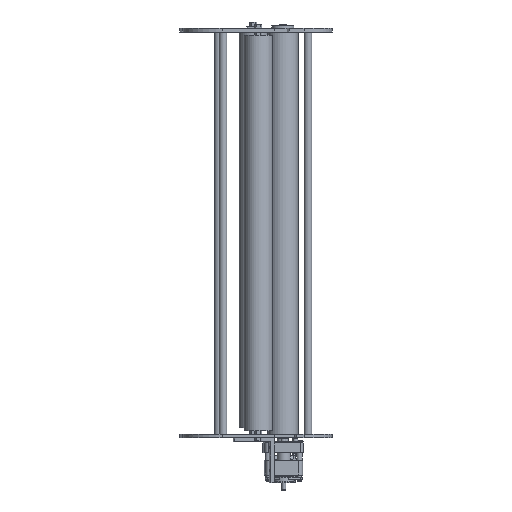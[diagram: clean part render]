
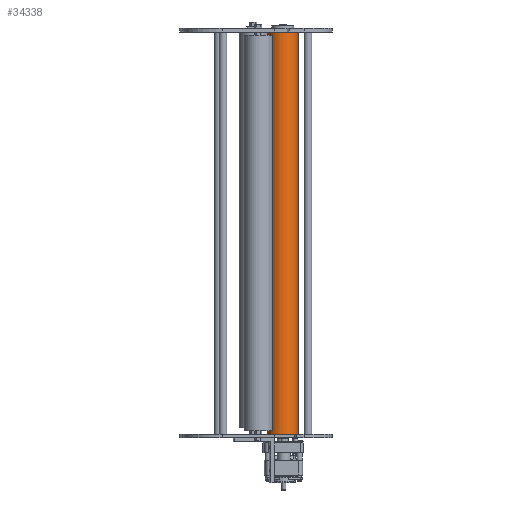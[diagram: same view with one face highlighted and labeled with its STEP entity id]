
A CAD part, left-side view. The second image highlights one B-rep face of the part: STEP entity #34338.
In plain terms, the highlighted cylindrical face has radius 26.099 mm (diameter 52.197 mm), a full revolution.
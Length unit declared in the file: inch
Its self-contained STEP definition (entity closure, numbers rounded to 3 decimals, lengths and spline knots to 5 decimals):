
#34164=CARTESIAN_POINT('',(1.0275,0.,27.));
#34165=VERTEX_POINT('',#34164);
#34166=CARTESIAN_POINT('',(0.0,0.0,27.));
#34167=DIRECTION('',(0.0,0.0,-1.0));
#34168=DIRECTION('',(-1.0,0.0,0.0));
#34169=AXIS2_PLACEMENT_3D('',#34166,#34167,#34168);
#34170=CIRCLE('',#34169,1.0275);
#34171=EDGE_CURVE('',#34165,#34165,#34170,.T.);
#34274=CARTESIAN_POINT('',(-0.065,1.02544,0.5));
#34275=VERTEX_POINT('',#34274);
#34276=CARTESIAN_POINT('',(-0.065,1.02544,0.5));
#34277=CARTESIAN_POINT('',(-0.065,1.02544,0.49184));
#34278=CARTESIAN_POINT('',(-0.06337,1.02555,0.48313));
#34279=CARTESIAN_POINT('',(-0.05673,1.02594,0.46712));
#34280=CARTESIAN_POINT('',(-0.05173,1.02621,0.45981));
#34281=CARTESIAN_POINT('',(-0.04019,1.02673,0.44827));
#34282=CARTESIAN_POINT('',(-0.03288,1.027,0.44327));
#34283=CARTESIAN_POINT('',(-0.01687,1.02739,0.43663));
#34284=CARTESIAN_POINT('',(-0.00816,1.0275,0.435));
#34285=CARTESIAN_POINT('',(0.00816,1.0275,0.435));
#34286=CARTESIAN_POINT('',(0.01687,1.02739,0.43663));
#34287=CARTESIAN_POINT('',(0.03288,1.027,0.44327));
#34288=CARTESIAN_POINT('',(0.04019,1.02673,0.44827));
#34289=CARTESIAN_POINT('',(0.05173,1.02621,0.45981));
#34290=CARTESIAN_POINT('',(0.05673,1.02594,0.46712));
#34291=CARTESIAN_POINT('',(0.06337,1.02555,0.48313));
#34292=CARTESIAN_POINT('',(0.065,1.02544,0.49184));
#34293=CARTESIAN_POINT('',(0.065,1.02544,0.50816));
#34294=CARTESIAN_POINT('',(0.06337,1.02555,0.51687));
#34295=CARTESIAN_POINT('',(0.05673,1.02594,0.53288));
#34296=CARTESIAN_POINT('',(0.05173,1.02621,0.54019));
#34297=CARTESIAN_POINT('',(0.04019,1.02673,0.55173));
#34298=CARTESIAN_POINT('',(0.03288,1.027,0.55673));
#34299=CARTESIAN_POINT('',(0.01687,1.02739,0.56337));
#34300=CARTESIAN_POINT('',(0.00816,1.0275,0.565));
#34301=CARTESIAN_POINT('',(-0.00816,1.0275,0.565));
#34302=CARTESIAN_POINT('',(-0.01687,1.02739,0.56337));
#34303=CARTESIAN_POINT('',(-0.03288,1.027,0.55673));
#34304=CARTESIAN_POINT('',(-0.04019,1.02673,0.55173));
#34305=CARTESIAN_POINT('',(-0.05173,1.02621,0.54019));
#34306=CARTESIAN_POINT('',(-0.05673,1.02594,0.53288));
#34307=CARTESIAN_POINT('',(-0.06337,1.02555,0.51687));
#34308=CARTESIAN_POINT('',(-0.065,1.02544,0.50816));
#34309=CARTESIAN_POINT('',(-0.065,1.02544,0.5));
#34310=B_SPLINE_CURVE_WITH_KNOTS('',3,(#34276,#34277,#34278,#34279,#34280,#34281,#34282,#34283,#34284,#34285,#34286,#34287,#34288,#34289,#34290,#34291,#34292,#34293,#34294,#34295,#34296,#34297,#34298,#34299,#34300,#34301,#34302,#34303,#34304,#34305,#34306,#34307,#34308,#34309),.UNSPECIFIED.,.T.,.U.,(4,2,2,2,2,2,2,2,2,2,2,2,2,2,2,2,4),(0.0,0.06221,0.12442,0.18663,0.24884,0.31104,0.37325,0.43546,0.49767,0.55988,0.62209,0.6843,0.74651,0.80871,0.87092,0.93313,0.99534),.UNSPECIFIED.);
#34311=EDGE_CURVE('',#34275,#34275,#34310,.T.);
#34316=CARTESIAN_POINT('',(0.0,0.0,0.0));
#34317=DIRECTION('',(0.0,0.0,1.0));
#34318=DIRECTION('',(-1.0,0.0,0.0));
#34319=AXIS2_PLACEMENT_3D('',#34316,#34317,#34318);
#34320=CYLINDRICAL_SURFACE('',#34319,1.0275);
#34321=ORIENTED_EDGE('',*,*,#34171,.T.);
#34322=EDGE_LOOP('',(#34321));
#34323=FACE_OUTER_BOUND('',#34322,.T.);
#34324=ORIENTED_EDGE('',*,*,#34311,.T.);
#34325=EDGE_LOOP('',(#34324));
#34326=FACE_BOUND('',#34325,.T.);
#34327=CARTESIAN_POINT('',(1.0275,0.,0.0));
#34328=VERTEX_POINT('',#34327);
#34329=CARTESIAN_POINT('',(0.0,0.0,0.0));
#34330=DIRECTION('',(0.0,0.0,-1.0));
#34331=DIRECTION('',(-1.0,0.0,0.0));
#34332=AXIS2_PLACEMENT_3D('',#34329,#34330,#34331);
#34333=CIRCLE('',#34332,1.0275);
#34334=EDGE_CURVE('',#34328,#34328,#34333,.T.);
#34335=ORIENTED_EDGE('',*,*,#34334,.F.);
#34336=EDGE_LOOP('',(#34335));
#34337=FACE_BOUND('',#34336,.T.);
#34338=ADVANCED_FACE('',(#34323,#34326,#34337),#34320,.T.);
